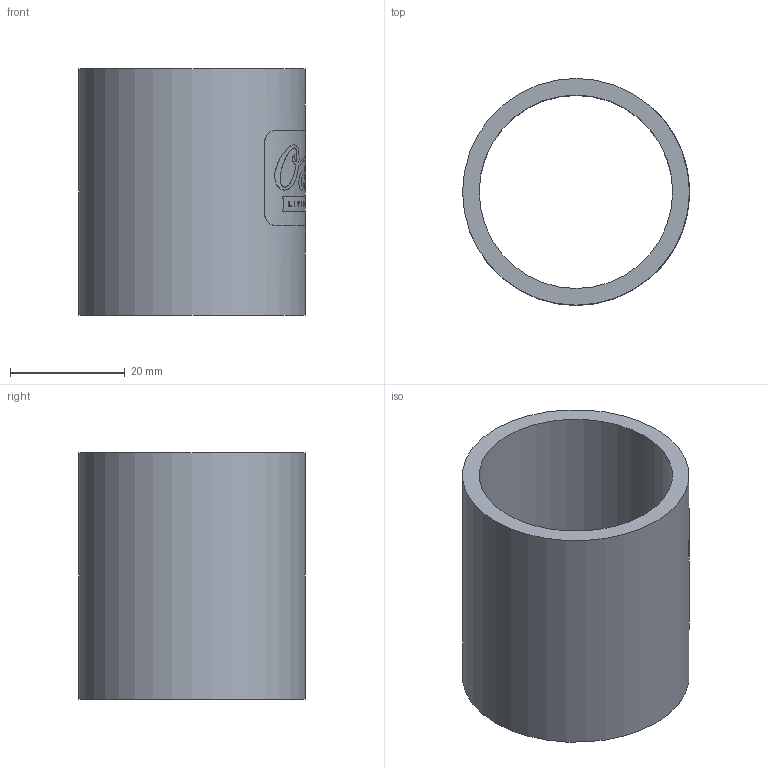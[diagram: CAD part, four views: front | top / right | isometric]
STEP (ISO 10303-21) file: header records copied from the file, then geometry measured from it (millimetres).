
FILE_DESCRIPTION(/* description */ (''),/* implementation_level */ '2;1');
FILE_NAME(/* name */ '51018_Muffe 10.stp',/* time_stamp */ '2015-05-18T11:32:12+02:00',/* author */ ('guzb562'),/* organization */ (''),/* preprocessor_version */ 'ST-DEVELOPER v15.6',/* originating_system */ 'Autodesk Inventor 2015',/* authorisation */ '14338,3 mm^3');
FILE_SCHEMA (('AUTOMOTIVE_DESIGN { 1 0 10303 214 3 1 1 }'));
Length unit declared in the file: millimetre
Products named in the file (1): 51018_Muffe 10
Bounding box: 39.51 x 39.5 x 43 mm (x, y, z)
Volume: 14342.7 mm3; surface area: 10559.2 mm2
Topology: 1 solids, 1 shells, 209 faces, 558 edges, 372 vertices
Faces by surface type: plane 103, bspline 78, cylinder 28
Full cylindrical faces by diameter (mm): 33.7 x1, 39.5 x1
Entity records: 8641 total; most frequent: CARTESIAN_POINT 3770, ORIENTED_EDGE 1106, DIRECTION 809, EDGE_CURVE 553, VERTEX_POINT 370, AXIS2_PLACEMENT_3D 288, EDGE_LOOP 235, LINE 233
